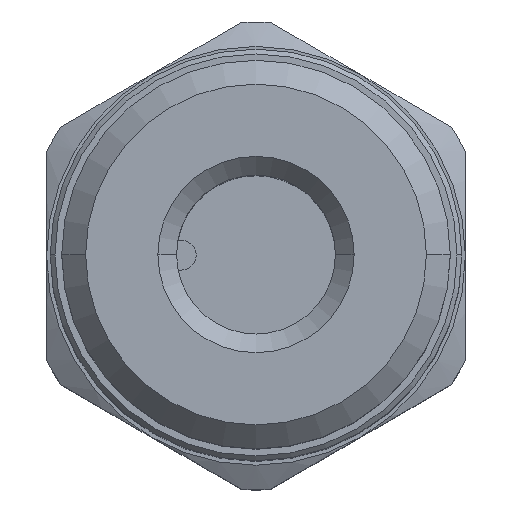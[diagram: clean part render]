
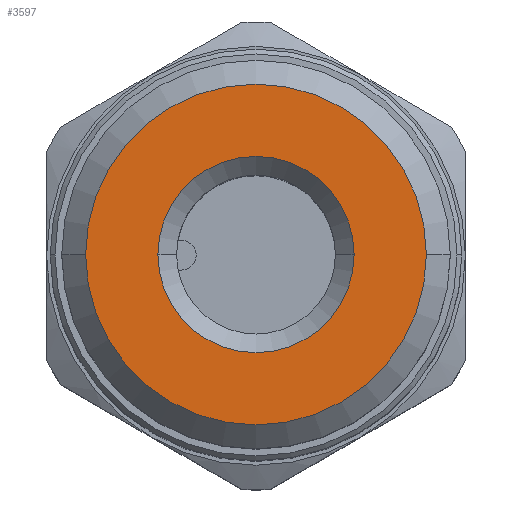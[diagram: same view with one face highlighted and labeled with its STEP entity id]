
A CAD part, top view. The second image highlights one B-rep face of the part: STEP entity #3597.
In plain terms, the highlighted planar face has unit normal (0, 0, 1).
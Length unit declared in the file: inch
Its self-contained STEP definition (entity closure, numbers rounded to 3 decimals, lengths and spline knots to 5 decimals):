
#659=CARTESIAN_POINT('',(0.,0.,3.153));
#660=DIRECTION('',(0.,0.,1.));
#661=DIRECTION('',(1.,0.,0.));
#662=AXIS2_PLACEMENT_3D('',#659,#660,#661);
#669=CARTESIAN_POINT('',(0.,0.,3.153));
#670=DIRECTION('',(0.,0.,1.));
#671=DIRECTION('',(-1.,0.,0.));
#672=AXIS2_PLACEMENT_3D('',#669,#670,#671);
#674=CARTESIAN_POINT('',(0.,0.,3.153));
#675=DIRECTION('',(0.,0.,1.));
#676=DIRECTION('',(1.,0.,0.));
#677=AXIS2_PLACEMENT_3D('',#674,#675,#676);
#679=CARTESIAN_POINT('',(0.,0.,3.153));
#680=DIRECTION('',(0.,0.,1.));
#681=DIRECTION('',(-1.,0.,0.));
#682=AXIS2_PLACEMENT_3D('',#679,#680,#681);
#2528=CARTESIAN_POINT('',(0.356,0.,3.153));
#2529=CARTESIAN_POINT('',(-0.356,0.,3.153));
#2530=VERTEX_POINT('',#2528);
#2531=VERTEX_POINT('',#2529);
#2536=CARTESIAN_POINT('',(-0.205,0.,3.153));
#2537=CARTESIAN_POINT('',(0.205,0.,3.153));
#2538=VERTEX_POINT('',#2536);
#2539=VERTEX_POINT('',#2537);
#3581=CARTESIAN_POINT('',(0.,0.,3.153));
#3582=DIRECTION('',(0.,0.,-1.));
#3583=DIRECTION('',(1.,0.,0.));
#3584=AXIS2_PLACEMENT_3D('',#3581,#3582,#3583);
#3585=PLANE('',#3584);
#3587=ORIENTED_EDGE('',*,*,#3586,.F.);
#3588=ORIENTED_EDGE('',*,*,#3571,.F.);
#3589=EDGE_LOOP('',(#3587,#3588));
#3590=FACE_OUTER_BOUND('',#3589,.F.);
#3592=ORIENTED_EDGE('',*,*,#3591,.T.);
#3594=ORIENTED_EDGE('',*,*,#3593,.T.);
#3595=EDGE_LOOP('',(#3592,#3594));
#3596=FACE_BOUND('',#3595,.F.);
#3597=ADVANCED_FACE('',(#3590,#3596),#3585,.F.);
#663=CIRCLE('',#662,0.356);
#673=CIRCLE('',#672,0.205);
#678=CIRCLE('',#677,0.205);
#683=CIRCLE('',#682,0.356);
#3571=EDGE_CURVE('',#2530,#2531,#663,.T.);
#3586=EDGE_CURVE('',#2531,#2530,#683,.T.);
#3591=EDGE_CURVE('',#2538,#2539,#673,.T.);
#3593=EDGE_CURVE('',#2539,#2538,#678,.T.);
